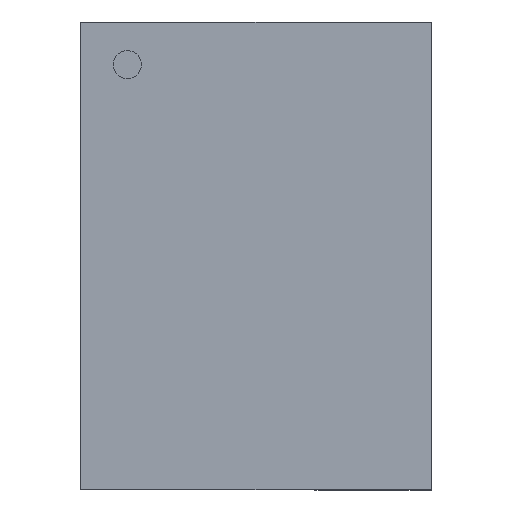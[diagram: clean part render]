
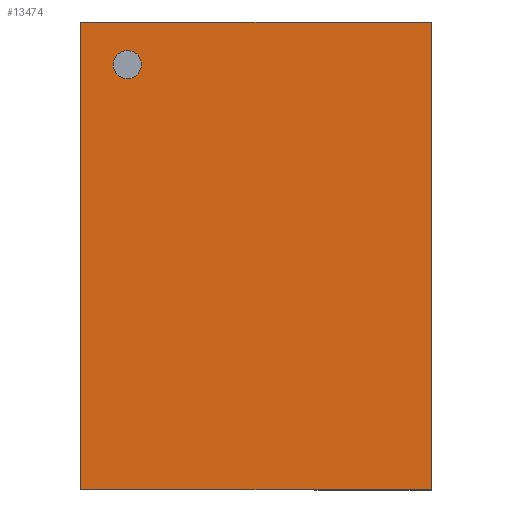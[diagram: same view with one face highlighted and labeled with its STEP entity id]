
A CAD part, top view. The second image highlights one B-rep face of the part: STEP entity #13474.
In plain terms, the highlighted planar face has unit normal (0, 0, 1).
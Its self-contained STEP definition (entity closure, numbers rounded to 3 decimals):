
#485 = LINE ( 'NONE', #20696, #9380 ) ;
#908 = DIRECTION ( 'NONE',  ( 1., 0., 0. ) ) ;
#1725 = CARTESIAN_POINT ( 'NONE',  ( 18.752, 4.513, 0.75 ) ) ;
#1923 = CIRCLE ( 'NONE', #9611, 0.12 ) ;
#2168 = CARTESIAN_POINT ( 'NONE',  ( 18.752, 0.513, 0.75 ) ) ;
#2481 = DIRECTION ( 'NONE',  ( 0., 0., 1. ) ) ;
#2657 = EDGE_CURVE ( 'NONE', #3962, #7407, #17612, .T. ) ;
#2796 = EDGE_CURVE ( 'NONE', #20587, #12070, #19527, .T. ) ;
#2966 = FACE_BOUND ( 'NONE', #10591, .T. ) ;
#3039 = CARTESIAN_POINT ( 'NONE',  ( 15.752, 0.513, 0.75 ) ) ;
#3575 = ORIENTED_EDGE ( 'NONE', *, *, #11388, .F. ) ;
#3962 = VERTEX_POINT ( 'NONE', #11722 ) ;
#4070 = DIRECTION ( 'NONE',  ( 0., 0., 1. ) ) ;
#4383 = CARTESIAN_POINT ( 'NONE',  ( 15.752, 0.513, 0.75 ) ) ;
#4582 = VERTEX_POINT ( 'NONE', #8857 ) ;
#4899 = VERTEX_POINT ( 'NONE', #1725 ) ;
#6665 = DIRECTION ( 'NONE',  ( 0., 1., 0. ) ) ;
#6683 = ORIENTED_EDGE ( 'NONE', *, *, #11286, .F. ) ;
#7277 = CARTESIAN_POINT ( 'NONE',  ( 16.272, 4.149, 0.75 ) ) ;
#7407 = VERTEX_POINT ( 'NONE', #7277 ) ;
#7553 = CARTESIAN_POINT ( 'NONE',  ( 0., 0., 0.75 ) ) ;
#8857 = CARTESIAN_POINT ( 'NONE',  ( 15.752, 4.513, 0.75 ) ) ;
#9009 = CARTESIAN_POINT ( 'NONE',  ( 18.752, 0.513, 0.75 ) ) ;
#9380 = VECTOR ( 'NONE', #10168, 1000. ) ;
#9611 = AXIS2_PLACEMENT_3D ( 'NONE', #13116, #2481, #14878 ) ;
#10168 = DIRECTION ( 'NONE',  ( 1., 0., 0. ) ) ;
#10591 = EDGE_LOOP ( 'NONE', ( #3575, #19825 ) ) ;
#10767 = VECTOR ( 'NONE', #6665, 1000. ) ;
#11008 = AXIS2_PLACEMENT_3D ( 'NONE', #22133, #11560, #908 ) ;
#11286 = EDGE_CURVE ( 'NONE', #4899, #20587, #13596, .T. ) ;
#11388 = EDGE_CURVE ( 'NONE', #7407, #3962, #1923, .T. ) ;
#11560 = DIRECTION ( 'NONE',  ( 0., 0., 1. ) ) ;
#11722 = CARTESIAN_POINT ( 'NONE',  ( 16.032, 4.149, 0.75 ) ) ;
#12070 = VERTEX_POINT ( 'NONE', #4383 ) ;
#12925 = PLANE ( 'NONE',  #20793 ) ;
#12949 = FACE_OUTER_BOUND ( 'NONE', #21956, .T. ) ;
#13116 = CARTESIAN_POINT ( 'NONE',  ( 16.152, 4.149, 0.75 ) ) ;
#13474 = ADVANCED_FACE ( 'NONE', ( #2966, #12949 ), #12925, .T. ) ;
#13596 = LINE ( 'NONE', #2168, #21876 ) ;
#14878 = DIRECTION ( 'NONE',  ( 1., 0., 0. ) ) ;
#15404 = VECTOR ( 'NONE', #17224, 1000. ) ;
#15497 = LINE ( 'NONE', #15520, #10767 ) ;
#15520 = CARTESIAN_POINT ( 'NONE',  ( 15.752, 4.513, 0.75 ) ) ;
#16478 = DIRECTION ( 'NONE',  ( 1., 0., 0. ) ) ;
#17224 = DIRECTION ( 'NONE',  ( -1., 0., 0. ) ) ;
#17612 = CIRCLE ( 'NONE', #11008, 0.12 ) ;
#17857 = ORIENTED_EDGE ( 'NONE', *, *, #2796, .F. ) ;
#18129 = EDGE_CURVE ( 'NONE', #4582, #4899, #485, .T. ) ;
#18138 = DIRECTION ( 'NONE',  ( 0., -1., 0. ) ) ;
#19527 = LINE ( 'NONE', #3039, #15404 ) ;
#19825 = ORIENTED_EDGE ( 'NONE', *, *, #2657, .F. ) ;
#20241 = ORIENTED_EDGE ( 'NONE', *, *, #18129, .F. ) ;
#20424 = ORIENTED_EDGE ( 'NONE', *, *, #21021, .F. ) ;
#20587 = VERTEX_POINT ( 'NONE', #9009 ) ;
#20696 = CARTESIAN_POINT ( 'NONE',  ( 18.752, 4.513, 0.75 ) ) ;
#20793 = AXIS2_PLACEMENT_3D ( 'NONE', #7553, #4070, #16478 ) ;
#21021 = EDGE_CURVE ( 'NONE', #12070, #4582, #15497, .T. ) ;
#21876 = VECTOR ( 'NONE', #18138, 1000. ) ;
#21956 = EDGE_LOOP ( 'NONE', ( #17857, #6683, #20241, #20424 ) ) ;
#22133 = CARTESIAN_POINT ( 'NONE',  ( 16.152, 4.149, 0.75 ) ) ;
